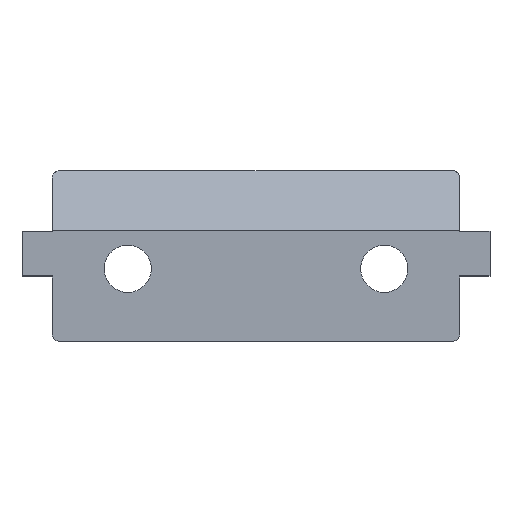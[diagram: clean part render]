
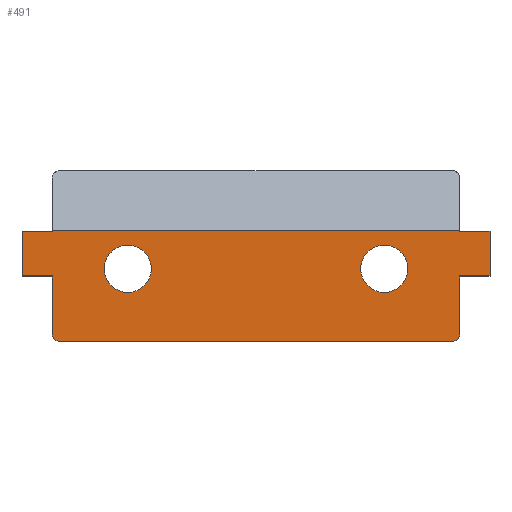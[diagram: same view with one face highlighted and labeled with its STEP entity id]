
A CAD part, top view. The second image highlights one B-rep face of the part: STEP entity #491.
In plain terms, the highlighted planar face has unit normal (0, 0, 1).
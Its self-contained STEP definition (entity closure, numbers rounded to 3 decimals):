
#18=FACE_BOUND('',#75,.T.);
#19=FACE_BOUND('',#76,.T.);
#25=CIRCLE('',#540,5.);
#26=CIRCLE('',#541,5.);
#27=CIRCLE('',#542,15.651);
#28=CIRCLE('',#543,15.651);
#49=FACE_OUTER_BOUND('',#74,.T.);
#74=EDGE_LOOP('',(#326,#327,#328,#329,#330,#331,#332,#333,#334,#335,#336,
#337,#338,#339));
#75=EDGE_LOOP('',(#340));
#76=EDGE_LOOP('',(#341));
#104=LINE('',#729,#151);
#108=LINE('',#739,#155);
#111=LINE('',#745,#158);
#112=LINE('',#747,#159);
#113=LINE('',#749,#160);
#114=LINE('',#751,#161);
#115=LINE('',#753,#162);
#116=LINE('',#757,#163);
#117=LINE('',#761,#164);
#118=LINE('',#763,#165);
#119=LINE('',#765,#166);
#120=LINE('',#766,#167);
#151=VECTOR('',#588,10.);
#155=VECTOR('',#598,10.);
#158=VECTOR('',#603,10.);
#159=VECTOR('',#604,10.);
#160=VECTOR('',#605,10.);
#161=VECTOR('',#606,10.);
#162=VECTOR('',#607,10.);
#163=VECTOR('',#610,10.);
#164=VECTOR('',#613,10.);
#165=VECTOR('',#614,10.);
#166=VECTOR('',#615,10.);
#167=VECTOR('',#616,10.);
#202=VERTEX_POINT('',#726);
#203=VERTEX_POINT('',#728);
#206=VERTEX_POINT('',#738);
#208=VERTEX_POINT('',#744);
#209=VERTEX_POINT('',#746);
#210=VERTEX_POINT('',#748);
#211=VERTEX_POINT('',#750);
#212=VERTEX_POINT('',#752);
#213=VERTEX_POINT('',#754);
#214=VERTEX_POINT('',#756);
#215=VERTEX_POINT('',#758);
#216=VERTEX_POINT('',#760);
#217=VERTEX_POINT('',#762);
#218=VERTEX_POINT('',#764);
#219=VERTEX_POINT('',#767);
#220=VERTEX_POINT('',#769);
#248=EDGE_CURVE('',#203,#202,#104,.T.);
#253=EDGE_CURVE('',#206,#203,#108,.T.);
#256=EDGE_CURVE('',#202,#208,#111,.T.);
#257=EDGE_CURVE('',#208,#209,#112,.T.);
#258=EDGE_CURVE('',#209,#210,#113,.T.);
#259=EDGE_CURVE('',#210,#211,#114,.T.);
#260=EDGE_CURVE('',#211,#212,#115,.T.);
#261=EDGE_CURVE('',#212,#213,#25,.T.);
#262=EDGE_CURVE('',#213,#214,#116,.T.);
#263=EDGE_CURVE('',#214,#215,#26,.T.);
#264=EDGE_CURVE('',#215,#216,#117,.T.);
#265=EDGE_CURVE('',#216,#217,#118,.T.);
#266=EDGE_CURVE('',#217,#218,#119,.T.);
#267=EDGE_CURVE('',#218,#206,#120,.T.);
#268=EDGE_CURVE('',#219,#219,#27,.T.);
#269=EDGE_CURVE('',#220,#220,#28,.T.);
#326=ORIENTED_EDGE('',*,*,#248,.T.);
#327=ORIENTED_EDGE('',*,*,#256,.T.);
#328=ORIENTED_EDGE('',*,*,#257,.T.);
#329=ORIENTED_EDGE('',*,*,#258,.T.);
#330=ORIENTED_EDGE('',*,*,#259,.T.);
#331=ORIENTED_EDGE('',*,*,#260,.T.);
#332=ORIENTED_EDGE('',*,*,#261,.T.);
#333=ORIENTED_EDGE('',*,*,#262,.T.);
#334=ORIENTED_EDGE('',*,*,#263,.T.);
#335=ORIENTED_EDGE('',*,*,#264,.T.);
#336=ORIENTED_EDGE('',*,*,#265,.T.);
#337=ORIENTED_EDGE('',*,*,#266,.T.);
#338=ORIENTED_EDGE('',*,*,#267,.T.);
#339=ORIENTED_EDGE('',*,*,#253,.T.);
#340=ORIENTED_EDGE('',*,*,#268,.T.);
#341=ORIENTED_EDGE('',*,*,#269,.T.);
#447=PLANE('',#539);
#491=ADVANCED_FACE('',(#49,#18,#19),#447,.T.);
#539=AXIS2_PLACEMENT_3D('',#743,#601,#602);
#540=AXIS2_PLACEMENT_3D('',#755,#608,#609);
#541=AXIS2_PLACEMENT_3D('',#759,#611,#612);
#542=AXIS2_PLACEMENT_3D('',#768,#617,#618);
#543=AXIS2_PLACEMENT_3D('',#770,#619,#620);
#588=DIRECTION('',(-1.,0.,0.));
#598=DIRECTION('',(0.,1.,0.));
#601=DIRECTION('center_axis',(0.,0.,1.));
#602=DIRECTION('ref_axis',(1.,0.,0.));
#603=DIRECTION('',(0.,-1.,0.));
#604=DIRECTION('',(-1.,0.,0.));
#605=DIRECTION('',(0.,-1.,0.));
#606=DIRECTION('',(1.,0.,0.));
#607=DIRECTION('',(0.,-1.,0.));
#608=DIRECTION('center_axis',(0.,0.,1.));
#609=DIRECTION('ref_axis',(-1.,0.,0.));
#610=DIRECTION('',(1.,0.,0.));
#611=DIRECTION('center_axis',(0.,0.,1.));
#612=DIRECTION('ref_axis',(0.,-1.,0.));
#613=DIRECTION('',(0.,1.,0.));
#614=DIRECTION('',(1.,0.,0.));
#615=DIRECTION('',(0.,1.,0.));
#616=DIRECTION('',(-1.,0.,0.));
#617=DIRECTION('center_axis',(0.,0.,-1.));
#618=DIRECTION('ref_axis',(-1.,0.,0.));
#619=DIRECTION('center_axis',(0.,0.,-1.));
#620=DIRECTION('ref_axis',(-1.,0.,0.));
#726=CARTESIAN_POINT('',(68.,58.,40.));
#728=CARTESIAN_POINT('',(338.,58.,40.));
#729=CARTESIAN_POINT('',(270.5,58.,40.));
#738=CARTESIAN_POINT('',(338.,57.8,40.));
#739=CARTESIAN_POINT('',(338.,57.8,40.));
#743=CARTESIAN_POINT('Origin',(203.,41.5,40.));
#744=CARTESIAN_POINT('',(68.,57.8,40.));
#745=CARTESIAN_POINT('',(68.,93.,40.));
#746=CARTESIAN_POINT('',(48.,57.8,40.));
#747=CARTESIAN_POINT('',(68.,57.8,40.));
#748=CARTESIAN_POINT('',(48.,28.2,40.));
#749=CARTESIAN_POINT('',(48.,57.8,40.));
#750=CARTESIAN_POINT('',(68.,28.2,40.));
#751=CARTESIAN_POINT('',(48.,28.2,40.));
#752=CARTESIAN_POINT('',(68.,-10.,40.));
#753=CARTESIAN_POINT('',(68.,28.2,40.));
#754=CARTESIAN_POINT('',(73.,-15.,40.));
#755=CARTESIAN_POINT('Origin',(73.,-10.,40.));
#756=CARTESIAN_POINT('',(333.,-15.,40.));
#757=CARTESIAN_POINT('',(73.,-15.,40.));
#758=CARTESIAN_POINT('',(338.,-10.,40.));
#759=CARTESIAN_POINT('Origin',(333.,-10.,40.));
#760=CARTESIAN_POINT('',(338.,28.2,40.));
#761=CARTESIAN_POINT('',(338.,-10.,40.));
#762=CARTESIAN_POINT('',(358.,28.2,40.));
#763=CARTESIAN_POINT('',(338.,28.2,40.));
#764=CARTESIAN_POINT('',(358.,57.8,40.));
#765=CARTESIAN_POINT('',(358.,28.2,40.));
#766=CARTESIAN_POINT('',(358.,57.8,40.));
#767=CARTESIAN_POINT('',(303.651,33.,40.));
#768=CARTESIAN_POINT('Origin',(288.,33.,40.));
#769=CARTESIAN_POINT('',(133.651,33.,40.));
#770=CARTESIAN_POINT('Origin',(118.,33.,40.));
